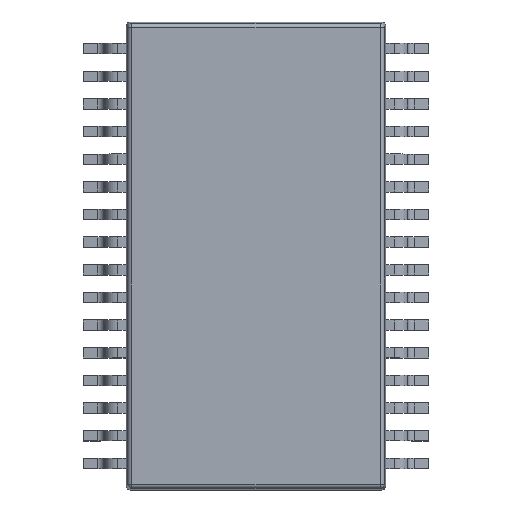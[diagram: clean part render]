
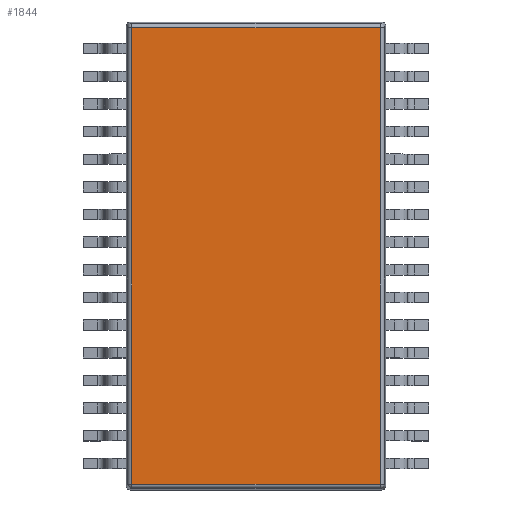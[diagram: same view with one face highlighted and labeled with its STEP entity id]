
A CAD part, top view. The second image highlights one B-rep face of the part: STEP entity #1844.
In plain terms, the highlighted face is planar.
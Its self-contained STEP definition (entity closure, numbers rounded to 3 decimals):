
#512=DIRECTION('',(-1.,0.,0.));
#513=VECTOR('',#512,10.731);
#514=CARTESIAN_POINT('',(5.365,0.375,-2.915));
#515=LINE('',#514,#513);
#526=DIRECTION('',(1.,0.,0.));
#527=VECTOR('',#526,10.731);
#528=CARTESIAN_POINT('',(-5.365,0.375,2.915));
#529=LINE('',#528,#527);
#1262=DIRECTION('',(0.,0.,1.));
#1263=VECTOR('',#1262,5.831);
#1264=CARTESIAN_POINT('',(-5.365,0.375,-2.915));
#1265=LINE('',#1264,#1263);
#1276=DIRECTION('',(0.,0.,-1.));
#1277=VECTOR('',#1276,5.831);
#1278=CARTESIAN_POINT('',(5.365,0.375,2.915));
#1279=LINE('',#1278,#1277);
#1314=CARTESIAN_POINT('',(5.365,0.375,2.915));
#1315=CARTESIAN_POINT('',(5.365,0.375,-2.915));
#1316=VERTEX_POINT('',#1314);
#1317=VERTEX_POINT('',#1315);
#1322=CARTESIAN_POINT('',(-5.365,0.375,-2.915));
#1323=VERTEX_POINT('',#1322);
#1328=CARTESIAN_POINT('',(-5.365,0.375,2.915));
#1329=VERTEX_POINT('',#1328);
#1830=CARTESIAN_POINT('',(0.,0.375,0.));
#1831=DIRECTION('',(0.,1.,0.));
#1832=DIRECTION('',(1.,0.,0.));
#1833=AXIS2_PLACEMENT_3D('',#1830,#1831,#1832);
#1834=PLANE('',#1833);
#1836=ORIENTED_EDGE('',*,*,#1835,.F.);
#1838=ORIENTED_EDGE('',*,*,#1837,.F.);
#1839=ORIENTED_EDGE('',*,*,#1821,.F.);
#1841=ORIENTED_EDGE('',*,*,#1840,.F.);
#1842=EDGE_LOOP('',(#1836,#1838,#1839,#1841));
#1843=FACE_OUTER_BOUND('',#1842,.F.);
#1821=EDGE_CURVE('',#1317,#1323,#515,.T.);
#1835=EDGE_CURVE('',#1329,#1316,#529,.T.);
#1837=EDGE_CURVE('',#1323,#1329,#1265,.T.);
#1840=EDGE_CURVE('',#1316,#1317,#1279,.T.);
#1844=ADVANCED_FACE('',(#1843),#1834,.T.);
